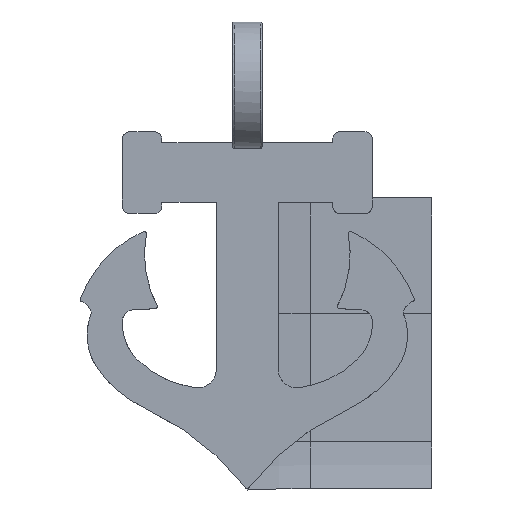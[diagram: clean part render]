
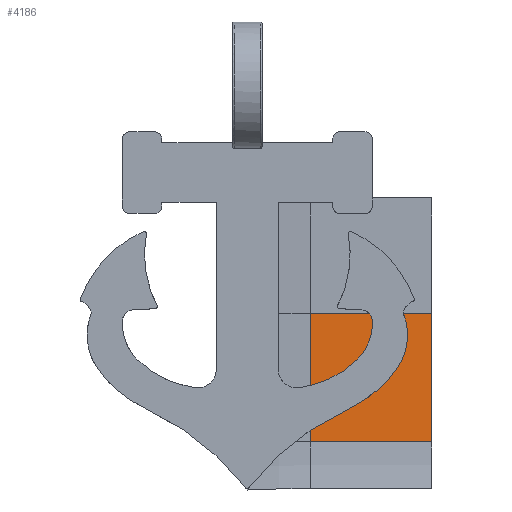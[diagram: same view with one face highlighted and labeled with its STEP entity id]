
A CAD part, top view. The second image highlights one B-rep face of the part: STEP entity #4186.
In plain terms, the highlighted free-form (B-spline) face has degree [2, 1] with [3, 2] control points.
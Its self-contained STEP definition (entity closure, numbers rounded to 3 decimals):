
#4114 = EDGE_CURVE('',#4115,#4117,#4119,.T.);
#4115 = VERTEX_POINT('',#4116);
#4116 = CARTESIAN_POINT('',(16.69,4.357,
    -1.053));
#4117 = VERTEX_POINT('',#4118);
#4118 = CARTESIAN_POINT('',(5.713,4.357,
    -1.053));
#4119 = B_SPLINE_CURVE_WITH_KNOTS('',1,(#4120,#4121),.UNSPECIFIED.,.F.,
  .F.,(2,2),(-1.209,7.),.PIECEWISE_BEZIER_KNOTS.);
#4120 = CARTESIAN_POINT('',(16.69,4.357,
    -1.053));
#4121 = CARTESIAN_POINT('',(5.713,4.357,
    -1.053));
#4186 = ADVANCED_FACE('',(#4187),#4211,.T.);
#4187 = FACE_BOUND('',#4188,.T.);
#4188 = EDGE_LOOP('',(#4189,#4198,#4204,#4205));
#4189 = ORIENTED_EDGE('',*,*,#4190,.F.);
#4190 = EDGE_CURVE('',#4191,#4193,#4195,.T.);
#4191 = VERTEX_POINT('',#4192);
#4192 = CARTESIAN_POINT('',(16.69,15.998,
    -1.337));
#4193 = VERTEX_POINT('',#4194);
#4194 = CARTESIAN_POINT('',(5.713,15.998,
    -1.337));
#4195 = B_SPLINE_CURVE_WITH_KNOTS('',1,(#4196,#4197),.UNSPECIFIED.,.F.,
  .F.,(2,2),(-1.209,7.),.PIECEWISE_BEZIER_KNOTS.);
#4196 = CARTESIAN_POINT('',(16.69,15.998,
    -1.337));
#4197 = CARTESIAN_POINT('',(5.713,15.998,
    -1.337));
#4198 = ORIENTED_EDGE('',*,*,#4199,.T.);
#4199 = EDGE_CURVE('',#4191,#4115,#4200,.T.);
#4200 = ( BOUNDED_CURVE() B_SPLINE_CURVE(2,(#4201,#4202,#4203),
.UNSPECIFIED.,.F.,.F.) B_SPLINE_CURVE_WITH_KNOTS((3,3),(0.,
0.049),.PIECEWISE_BEZIER_KNOTS.) CURVE() 
GEOMETRIC_REPRESENTATION_ITEM() RATIONAL_B_SPLINE_CURVE((1.,
1.,1.)) REPRESENTATION_ITEM('') );
#4201 = CARTESIAN_POINT('',(16.69,15.998,
    -1.337));
#4202 = CARTESIAN_POINT('',(16.69,10.174,
    -1.337));
#4203 = CARTESIAN_POINT('',(16.69,4.357,
    -1.053));
#4204 = ORIENTED_EDGE('',*,*,#4114,.T.);
#4205 = ORIENTED_EDGE('',*,*,#4206,.F.);
#4206 = EDGE_CURVE('',#4193,#4117,#4207,.T.);
#4207 = ( BOUNDED_CURVE() B_SPLINE_CURVE(2,(#4208,#4209,#4210),
.UNSPECIFIED.,.F.,.F.) B_SPLINE_CURVE_WITH_KNOTS((3,3),(0.,
0.049),.PIECEWISE_BEZIER_KNOTS.) CURVE() 
GEOMETRIC_REPRESENTATION_ITEM() RATIONAL_B_SPLINE_CURVE((1.,
1.,1.)) REPRESENTATION_ITEM('') );
#4208 = CARTESIAN_POINT('',(5.713,15.998,
    -1.337));
#4209 = CARTESIAN_POINT('',(5.713,10.174,
    -1.337));
#4210 = CARTESIAN_POINT('',(5.713,4.357,-1.053
    ));
#4211 = ( BOUNDED_SURFACE() B_SPLINE_SURFACE(2,1,(
    (#4212,#4213)
    ,(#4214,#4215)
    ,(#4216,#4217
)),.UNSPECIFIED.,.F.,.F.,.F.) B_SPLINE_SURFACE_WITH_KNOTS((3,3),(2,2),(
    0.,0.049),(-0.605,7.605),
.PIECEWISE_BEZIER_KNOTS.) GEOMETRIC_REPRESENTATION_ITEM() 
RATIONAL_B_SPLINE_SURFACE((
    (1.,1.)
    ,(1.,1.)
,(1.,1.))) REPRESENTATION_ITEM('') SURFACE() );
#4212 = CARTESIAN_POINT('',(16.69,15.998,
    -1.337));
#4213 = CARTESIAN_POINT('',(5.713,15.998,
    -1.337));
#4214 = CARTESIAN_POINT('',(16.69,10.174,
    -1.337));
#4215 = CARTESIAN_POINT('',(5.713,10.174,
    -1.337));
#4216 = CARTESIAN_POINT('',(16.69,4.357,
    -1.053));
#4217 = CARTESIAN_POINT('',(5.713,4.357,
    -1.053));
